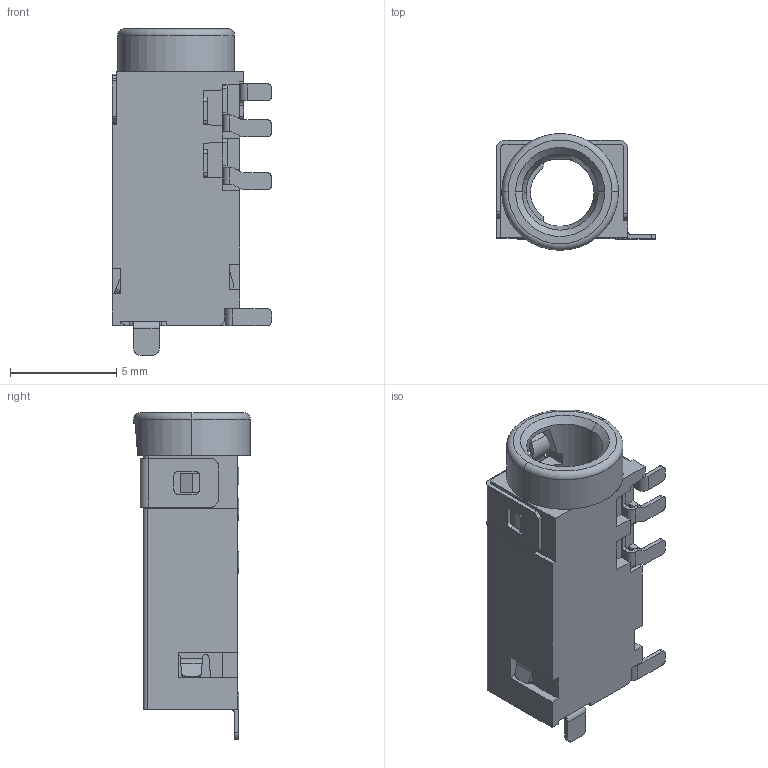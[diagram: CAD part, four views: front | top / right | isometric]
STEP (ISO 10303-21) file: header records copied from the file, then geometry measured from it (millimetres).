
FILE_DESCRIPTION(/* description */ (''),/* implementation_level */ '2;1');
FILE_NAME(/* name */ 'STX-3542-5N-G-TR_A v1.step',/* time_stamp */ '2024-03-22T13:12:34-07:00',/* author */ (''),/* organization */ (''),/* preprocessor_version */ 'ST-DEVELOPER v20',/* originating_system */ 'Autodesk Translation Framework v12.20.1.177',/* authorisation */ '');
FILE_SCHEMA (('AUTOMOTIVE_DESIGN { 1 0 10303 214 3 1 1 }'));
Length unit declared in the file: millimetre
Products named in the file (2): STX-3542-5N-G-TR_A; STX-3542-5N-G-TR_A_1
Assembly tree (1 placements, depth 2):
  STX-3542-5N-G-TR_A
    STX-3542-5N-G-TR_A_1
Bounding box: 7.5 x 5.5 x 15.4 mm (x, y, z)
Surface area: 537.1 mm2 (no closed solid volume)
Topology: 0 solids, 306 shells, 306 faces, 1727 edges, 1727 vertices
Faces by surface type: plane 209, cylinder 90, cone 4, torus 2, bspline 1
Entity records: 18561 total; most frequent: CARTESIAN_POINT 4742, DIRECTION 2685, VERTEX_POINT 1727, EDGE_CURVE 1727, ORIENTED_EDGE 1727, LINE 1301, VECTOR 1301, AXIS2_PLACEMENT_3D 692
